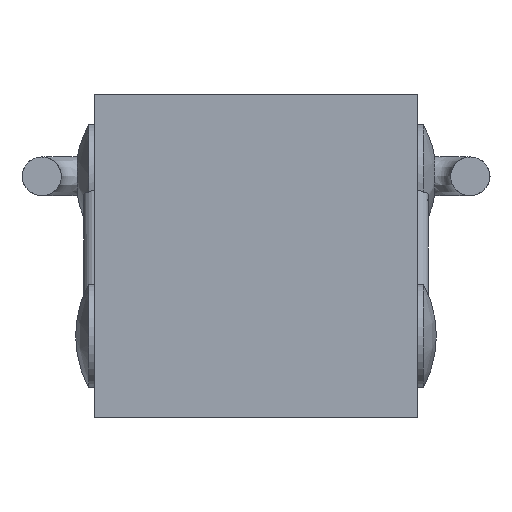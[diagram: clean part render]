
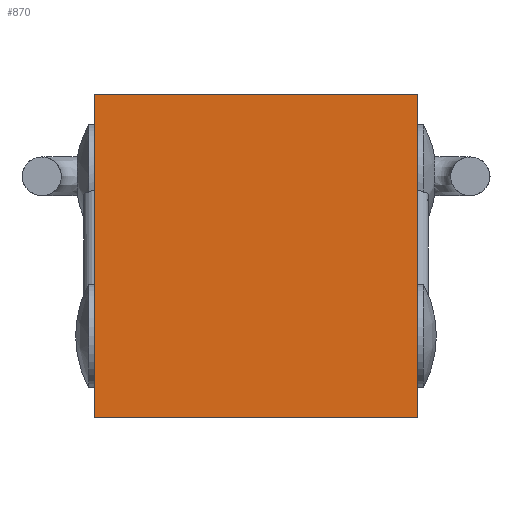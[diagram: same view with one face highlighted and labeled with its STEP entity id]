
A CAD part, front view. The second image highlights one B-rep face of the part: STEP entity #870.
In plain terms, the highlighted planar face has unit normal (0, -1, 0).
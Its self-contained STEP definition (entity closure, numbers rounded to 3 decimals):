
#7 = VERTEX_POINT ( 'NONE', #2027 ) ;
#60 = CARTESIAN_POINT ( 'NONE',  ( -1.25, -0.38, 1.25 ) ) ;
#96 = DIRECTION ( 'NONE',  ( -1., 0., 0. ) ) ;
#147 = EDGE_CURVE ( 'NONE', #7, #1581, #2145, .T. ) ;
#383 = EDGE_CURVE ( 'NONE', #2155, #7, #1259, .T. ) ;
#460 = CARTESIAN_POINT ( 'NONE',  ( 1.25, -0.38, 1.25 ) ) ;
#612 = CARTESIAN_POINT ( 'NONE',  ( -1.25, -0.38, 1.25 ) ) ;
#634 = DIRECTION ( 'NONE',  ( 0., 0., -1. ) ) ;
#635 = VECTOR ( 'NONE', #96, 1000. ) ;
#773 = VECTOR ( 'NONE', #1727, 1000. ) ;
#869 = EDGE_LOOP ( 'NONE', ( #2692, #2734, #1767, #1386 ) ) ;
#870 = ADVANCED_FACE ( 'NONE', ( #2357 ), #934, .F. ) ;
#934 = PLANE ( 'NONE',  #2210 ) ;
#1259 = LINE ( 'NONE', #1435, #773 ) ;
#1386 = ORIENTED_EDGE ( 'NONE', *, *, #383, .T. ) ;
#1435 = CARTESIAN_POINT ( 'NONE',  ( 1.25, -0.38, -1.25 ) ) ;
#1532 = EDGE_CURVE ( 'NONE', #1581, #2839, #2346, .T. ) ;
#1563 = LINE ( 'NONE', #612, #2808 ) ;
#1581 = VERTEX_POINT ( 'NONE', #1656 ) ;
#1593 = CARTESIAN_POINT ( 'NONE',  ( 0., -0.38, 0. ) ) ;
#1656 = CARTESIAN_POINT ( 'NONE',  ( 1.25, -0.38, 1.25 ) ) ;
#1727 = DIRECTION ( 'NONE',  ( 1., 0., 0. ) ) ;
#1765 = EDGE_CURVE ( 'NONE', #2839, #2155, #1563, .T. ) ;
#1767 = ORIENTED_EDGE ( 'NONE', *, *, #1765, .T. ) ;
#1875 = CARTESIAN_POINT ( 'NONE',  ( 1.25, -0.38, 1.25 ) ) ;
#2027 = CARTESIAN_POINT ( 'NONE',  ( 1.25, -0.38, -1.25 ) ) ;
#2145 = LINE ( 'NONE', #460, #2395 ) ;
#2155 = VERTEX_POINT ( 'NONE', #2333 ) ;
#2210 = AXIS2_PLACEMENT_3D ( 'NONE', #1593, #2285, #2501 ) ;
#2276 = DIRECTION ( 'NONE',  ( 0., 0., 1. ) ) ;
#2285 = DIRECTION ( 'NONE',  ( 0., 1., 0. ) ) ;
#2333 = CARTESIAN_POINT ( 'NONE',  ( -1.25, -0.38, -1.25 ) ) ;
#2346 = LINE ( 'NONE', #1875, #635 ) ;
#2357 = FACE_OUTER_BOUND ( 'NONE', #869, .T. ) ;
#2395 = VECTOR ( 'NONE', #2276, 1000. ) ;
#2501 = DIRECTION ( 'NONE',  ( 0., 0., 1. ) ) ;
#2692 = ORIENTED_EDGE ( 'NONE', *, *, #147, .T. ) ;
#2734 = ORIENTED_EDGE ( 'NONE', *, *, #1532, .T. ) ;
#2808 = VECTOR ( 'NONE', #634, 1000. ) ;
#2839 = VERTEX_POINT ( 'NONE', #60 ) ;
